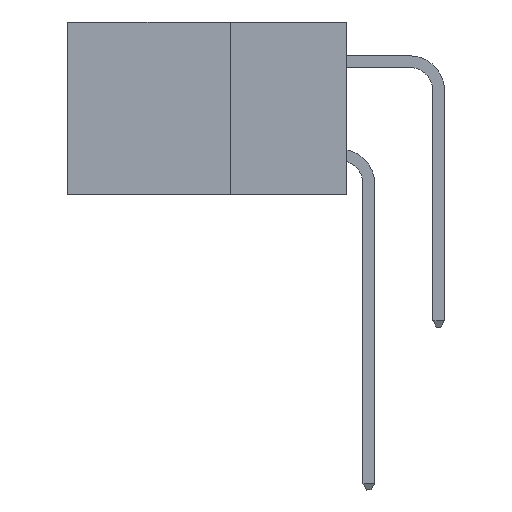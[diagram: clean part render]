
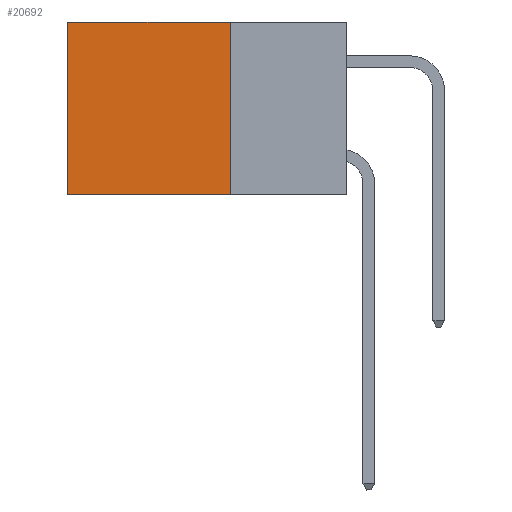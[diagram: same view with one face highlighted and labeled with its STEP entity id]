
A CAD part, left-side view. The second image highlights one B-rep face of the part: STEP entity #20692.
In plain terms, the highlighted planar face has unit normal (-1, 0, 0).
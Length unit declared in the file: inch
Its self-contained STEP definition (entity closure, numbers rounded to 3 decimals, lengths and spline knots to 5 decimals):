
#1078 = CARTESIAN_POINT ( 'NONE',  ( 0.2875, 0.25, 0. ) ) ;
#1414 = ORIENTED_EDGE ( 'NONE', *, *, #27892, .T. ) ;
#1544 = CARTESIAN_POINT ( 'NONE',  ( 0.2875, 0.6, -0.37 ) ) ;
#1596 = VECTOR ( 'NONE', #27585, 39.37008 ) ;
#1732 = LINE ( 'NONE', #6271, #21076 ) ;
#2581 = EDGE_LOOP ( 'NONE', ( #1414, #13029, #23396, #12939 ) ) ;
#3151 = VERTEX_POINT ( 'NONE', #20688 ) ;
#5046 = AXIS2_PLACEMENT_3D ( 'NONE', #25225, #27473, #14031 ) ;
#6130 = DIRECTION ( 'NONE',  ( 0., 1., 0. ) ) ;
#6271 = CARTESIAN_POINT ( 'NONE',  ( 0.2875, 0.25, 0. ) ) ;
#6815 = CARTESIAN_POINT ( 'NONE',  ( 0.2875, 0.25, -0.37 ) ) ;
#7209 = FACE_OUTER_BOUND ( 'NONE', #2581, .T. ) ;
#7889 = VECTOR ( 'NONE', #6130, 39.37008 ) ;
#10037 = CARTESIAN_POINT ( 'NONE',  ( 0.2875, 0.6, 0. ) ) ;
#10826 = VECTOR ( 'NONE', #22010, 39.37008 ) ;
#12939 = ORIENTED_EDGE ( 'NONE', *, *, #21979, .T. ) ;
#12942 = CARTESIAN_POINT ( 'NONE',  ( 0.2875, 0.25, -0.37 ) ) ;
#13029 = ORIENTED_EDGE ( 'NONE', *, *, #20864, .F. ) ;
#13232 = EDGE_CURVE ( 'NONE', #3151, #18428, #1732, .T. ) ;
#14031 = DIRECTION ( 'NONE',  ( 0., 0., -1. ) ) ;
#16444 = PLANE ( 'NONE',  #5046 ) ;
#17013 = VERTEX_POINT ( 'NONE', #1544 ) ;
#18428 = VERTEX_POINT ( 'NONE', #6815 ) ;
#20688 = CARTESIAN_POINT ( 'NONE',  ( 0.2875, 0.25, 0. ) ) ;
#20692 = ADVANCED_FACE ( 'NONE', ( #7209 ), #16444, .F. ) ;
#20864 = EDGE_CURVE ( 'NONE', #18428, #17013, #22336, .T. ) ;
#21076 = VECTOR ( 'NONE', #28488, 39.37008 ) ;
#21583 = CARTESIAN_POINT ( 'NONE',  ( 0.2875, 0.6, 0. ) ) ;
#21979 = EDGE_CURVE ( 'NONE', #3151, #25069, #24782, .T. ) ;
#22010 = DIRECTION ( 'NONE',  ( 0., 0., -1. ) ) ;
#22336 = LINE ( 'NONE', #12942, #7889 ) ;
#23396 = ORIENTED_EDGE ( 'NONE', *, *, #13232, .F. ) ;
#24782 = LINE ( 'NONE', #1078, #1596 ) ;
#25069 = VERTEX_POINT ( 'NONE', #21583 ) ;
#25225 = CARTESIAN_POINT ( 'NONE',  ( 0.2875, 0.25, 0. ) ) ;
#27473 = DIRECTION ( 'NONE',  ( 1., 0., 0. ) ) ;
#27585 = DIRECTION ( 'NONE',  ( 0., 1., 0. ) ) ;
#27793 = LINE ( 'NONE', #10037, #10826 ) ;
#27892 = EDGE_CURVE ( 'NONE', #25069, #17013, #27793, .T. ) ;
#28488 = DIRECTION ( 'NONE',  ( 0., 0., -1. ) ) ;
